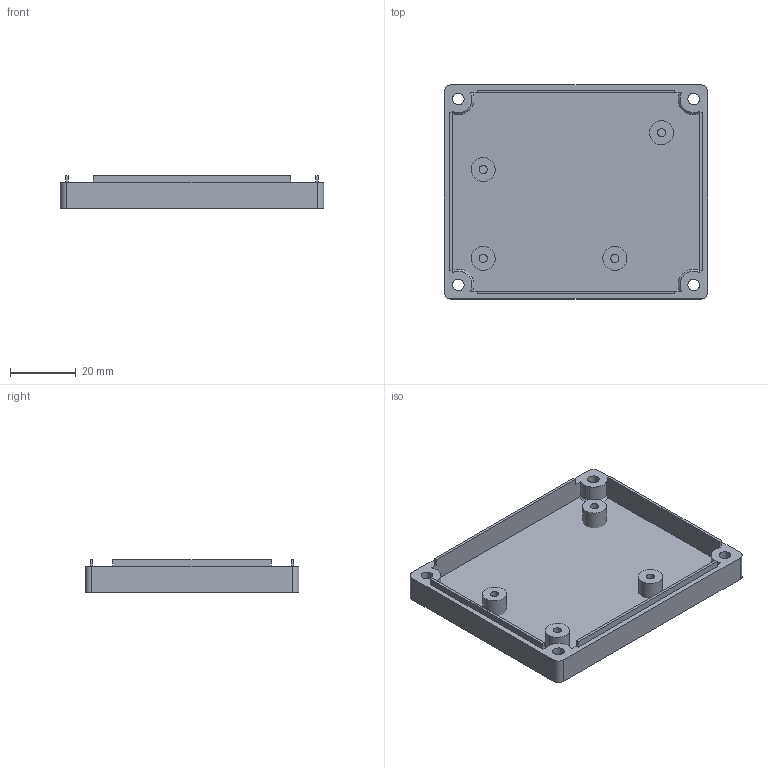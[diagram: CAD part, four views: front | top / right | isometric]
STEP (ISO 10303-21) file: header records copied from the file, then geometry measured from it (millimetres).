
FILE_DESCRIPTION(('CATIA V5 STEP Exchange'),'2;1');
FILE_NAME('Esphome_4way_switch_bottom.stp','2020-12-07T17:36:44+00:00',('none'),('none'),'CATIA Version 5 Release 20 GA (IN-10)','CATIA V5 STEP AP203','none');
FILE_SCHEMA(('CONFIG_CONTROL_DESIGN'));
Length unit declared in the file: millimetre
Products named in the file (1): Esphome_4way_switch_bottom
Bounding box: 80 x 65 x 10 mm (x, y, z)
Volume: 17898.1 mm3; surface area: 16476.1 mm2
Topology: 5 solids, 5 shells, 87 faces, 210 edges, 139 vertices
Faces by surface type: plane 39, cylinder 34, cone 14
Entity records: 2429 total; most frequent: CARTESIAN_POINT 519, ORIENTED_EDGE 412, DIRECTION 296, EDGE_CURVE 206, VERTEX_POINT 134, AXIS2_PLACEMENT_3D 125, VECTOR 120, LINE 120
